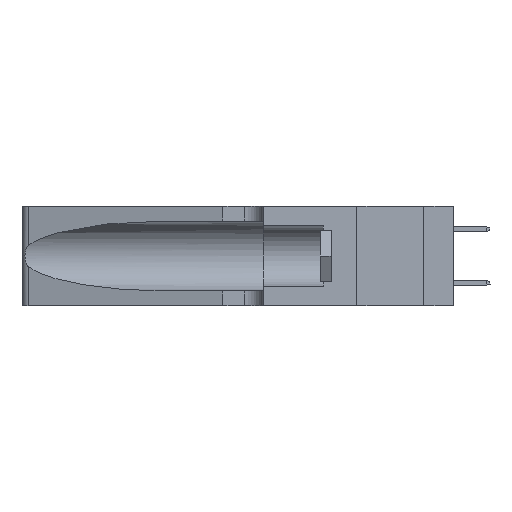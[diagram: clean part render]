
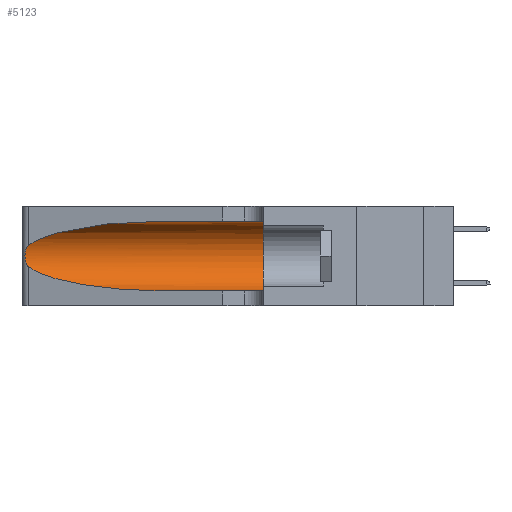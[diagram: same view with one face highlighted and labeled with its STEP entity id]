
A CAD part, left-side view. The second image highlights one B-rep face of the part: STEP entity #5123.
In plain terms, the highlighted cylindrical face has radius 3.308 mm (diameter 6.617 mm), a partial arc.
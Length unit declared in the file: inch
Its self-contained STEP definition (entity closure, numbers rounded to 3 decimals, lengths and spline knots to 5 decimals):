
#525 = CARTESIAN_POINT ( 'NONE',  ( 0.25856, 1.23593, 0.16098 ) ) ;
#699 =( BOUNDED_CURVE ( )  B_SPLINE_CURVE ( 3, ( #2051, #12969, #7745, #18641 ),
 .UNSPECIFIED., .F., .T. ) 
 B_SPLINE_CURVE_WITH_KNOTS ( ( 4, 4 ),
 ( 3.44316, 4.71239 ),
 .UNSPECIFIED. ) 
 CURVE ( )  GEOMETRIC_REPRESENTATION_ITEM ( )  RATIONAL_B_SPLINE_CURVE ( ( 1., 0.87, 0.87, 1. ) ) 
 REPRESENTATION_ITEM ( '' )  );
#702 = VERTEX_POINT ( 'NONE', #13254 ) ;
#752 = EDGE_CURVE ( 'NONE', #17289, #22546, #8599, .T. ) ;
#1382 = CARTESIAN_POINT ( 'NONE',  ( 0.25487, 1.22718, 0.22369 ) ) ;
#2051 = CARTESIAN_POINT ( 'NONE',  ( 0.25487, 1.22718, 0.14631 ) ) ;
#2234 = CARTESIAN_POINT ( 'NONE',  ( 0.25555, 1.22994, 0.2215 ) ) ;
#2821 = CARTESIAN_POINT ( 'NONE',  ( 0.1305, 0.72297, 0.05475 ) ) ;
#3468 = ORIENTED_EDGE ( 'NONE', *, *, #15386, .F. ) ;
#3962 = CARTESIAN_POINT ( 'NONE',  ( 0.26017, 1.23833, 0.17102 ) ) ;
#4143 = DIRECTION ( 'NONE',  ( 0., 0., -1. ) ) ;
#4861 = CARTESIAN_POINT ( 'NONE',  ( 0.1305, 0.35, 0.185 ) ) ;
#5123 = ADVANCED_FACE ( 'NONE', ( #13682 ), #22833, .F. ) ;
#5626 = CARTESIAN_POINT ( 'NONE',  ( 0.1305, 0.35, 0.05475 ) ) ;
#5681 = EDGE_CURVE ( 'NONE', #18607, #11827, #16302, .T. ) ;
#6069 = CARTESIAN_POINT ( 'NONE',  ( 0.26075, 1.23896, 0.19203 ) ) ;
#6179 = EDGE_LOOP ( 'NONE', ( #9701, #15064, #13801, #22676, #13451, #3468 ) ) ;
#6242 = CARTESIAN_POINT ( 'NONE',  ( 0.1305, 1.61858, 0.185 ) ) ;
#6271 = CARTESIAN_POINT ( 'NONE',  ( 0.25487, 1.22718, 0.22369 ) ) ;
#6310 = CARTESIAN_POINT ( 'NONE',  ( 0.25787, 1.23484, 0.2124 ) ) ;
#7745 = CARTESIAN_POINT ( 'NONE',  ( 0.18966, 0.96281, 0.05475 ) ) ;
#8015 = CARTESIAN_POINT ( 'NONE',  ( 0.18966, 0.96281, 0.31525 ) ) ;
#8049 = CARTESIAN_POINT ( 'NONE',  ( 0.25487, 1.22718, 0.14631 ) ) ;
#8599 = B_SPLINE_CURVE_WITH_KNOTS ( 'NONE', 3,
 ( #24271, #2234, #11796, #6310, #17335, #9731, #6069, #13626, #3962, #525, #21036, #23131, #13506, #8049 ),
 .UNSPECIFIED., .F., .F.,
 ( 4, 2, 2, 2, 2, 2, 4 ),
 ( 0., 0.00027, 0.00053, 0.00107, 0.0016, 0.00187, 0.00214 ),
 .UNSPECIFIED. ) ;
#9127 = CARTESIAN_POINT ( 'NONE',  ( 0.25487, 1.22718, 0.14631 ) ) ;
#9317 =( BOUNDED_CURVE ( )  B_SPLINE_CURVE ( 3, ( #17302, #8015, #17421, #6271 ),
 .UNSPECIFIED., .F., .T. ) 
 B_SPLINE_CURVE_WITH_KNOTS ( ( 4, 4 ),
 ( 1.5708, 2.84003 ),
 .UNSPECIFIED. ) 
 CURVE ( )  GEOMETRIC_REPRESENTATION_ITEM ( )  RATIONAL_B_SPLINE_CURVE ( ( 1., 0.87, 0.87, 1. ) ) 
 REPRESENTATION_ITEM ( '' )  );
#9539 = DIRECTION ( 'NONE',  ( 0., -1., 0. ) ) ;
#9701 = ORIENTED_EDGE ( 'NONE', *, *, #18796, .T. ) ;
#9731 = CARTESIAN_POINT ( 'NONE',  ( 0.26018, 1.23835, 0.19895 ) ) ;
#9889 = EDGE_CURVE ( 'NONE', #19583, #11827, #16777, .T. ) ;
#9974 = EDGE_CURVE ( 'NONE', #22546, #19583, #699, .T. ) ;
#11796 = CARTESIAN_POINT ( 'NONE',  ( 0.25639, 1.23184, 0.21858 ) ) ;
#11827 = VERTEX_POINT ( 'NONE', #5626 ) ;
#12585 = DIRECTION ( 'NONE',  ( 0., 0., 1. ) ) ;
#12969 = CARTESIAN_POINT ( 'NONE',  ( 0.2373, 1.15595, 0.08982 ) ) ;
#13065 = CARTESIAN_POINT ( 'NONE',  ( 0.1305, 1.61858, 0.31525 ) ) ;
#13254 = CARTESIAN_POINT ( 'NONE',  ( 0.1305, 0.72297, 0.31525 ) ) ;
#13360 = CARTESIAN_POINT ( 'NONE',  ( 0.1305, 0.35, 0.31525 ) ) ;
#13451 = ORIENTED_EDGE ( 'NONE', *, *, #5681, .F. ) ;
#13506 = CARTESIAN_POINT ( 'NONE',  ( 0.25555, 1.22993, 0.14849 ) ) ;
#13626 = CARTESIAN_POINT ( 'NONE',  ( 0.26075, 1.23896, 0.178 ) ) ;
#13682 = FACE_OUTER_BOUND ( 'NONE', #6179, .T. ) ;
#13801 = ORIENTED_EDGE ( 'NONE', *, *, #9974, .T. ) ;
#14682 = CARTESIAN_POINT ( 'NONE',  ( 0.1305, 1.61858, 0.05475 ) ) ;
#15064 = ORIENTED_EDGE ( 'NONE', *, *, #752, .T. ) ;
#15386 = EDGE_CURVE ( 'NONE', #702, #18607, #16368, .T. ) ;
#16302 = CIRCLE ( 'NONE', #23803, 0.13025 ) ;
#16368 = LINE ( 'NONE', #13065, #22387 ) ;
#16501 = DIRECTION ( 'NONE',  ( 0., -1., 0. ) ) ;
#16777 = LINE ( 'NONE', #14682, #20738 ) ;
#17289 = VERTEX_POINT ( 'NONE', #1382 ) ;
#17302 = CARTESIAN_POINT ( 'NONE',  ( 0.1305, 0.72297, 0.31525 ) ) ;
#17335 = CARTESIAN_POINT ( 'NONE',  ( 0.25854, 1.2359, 0.20912 ) ) ;
#17421 = CARTESIAN_POINT ( 'NONE',  ( 0.2373, 1.15595, 0.28018 ) ) ;
#18250 = DIRECTION ( 'NONE',  ( 0., 1., 0. ) ) ;
#18607 = VERTEX_POINT ( 'NONE', #13360 ) ;
#18641 = CARTESIAN_POINT ( 'NONE',  ( 0.1305, 0.72297, 0.05475 ) ) ;
#18796 = EDGE_CURVE ( 'NONE', #702, #17289, #9317, .T. ) ;
#19583 = VERTEX_POINT ( 'NONE', #2821 ) ;
#20738 = VECTOR ( 'NONE', #9539, 39.37008 ) ;
#21036 = CARTESIAN_POINT ( 'NONE',  ( 0.25789, 1.23486, 0.15765 ) ) ;
#22387 = VECTOR ( 'NONE', #16501, 39.37008 ) ;
#22546 = VERTEX_POINT ( 'NONE', #9127 ) ;
#22618 = AXIS2_PLACEMENT_3D ( 'NONE', #6242, #22723, #4143 ) ;
#22676 = ORIENTED_EDGE ( 'NONE', *, *, #9889, .T. ) ;
#22723 = DIRECTION ( 'NONE',  ( 0., -1., 0. ) ) ;
#22833 = CYLINDRICAL_SURFACE ( 'NONE', #22618, 0.13025 ) ;
#23131 = CARTESIAN_POINT ( 'NONE',  ( 0.25639, 1.23186, 0.15144 ) ) ;
#23803 = AXIS2_PLACEMENT_3D ( 'NONE', #4861, #18250, #12585 ) ;
#24271 = CARTESIAN_POINT ( 'NONE',  ( 0.25487, 1.22718, 0.22369 ) ) ;
